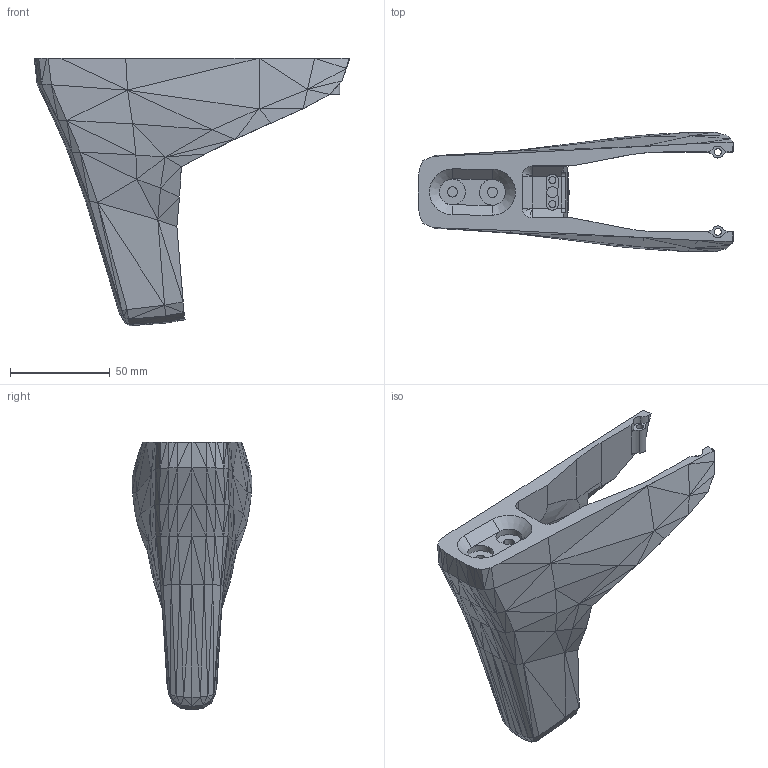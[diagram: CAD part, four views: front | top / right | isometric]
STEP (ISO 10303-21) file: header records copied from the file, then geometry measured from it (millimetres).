
FILE_DESCRIPTION(/* description */ (''),/* implementation_level */ '2;1');
FILE_NAME(/* name */ 'Stock_Butt v1.step',/* time_stamp */ '2022-12-19T15:19:56-05:00',/* author */ (''),/* organization */ (''),/* preprocessor_version */ 'ST-DEVELOPER v19.2',/* originating_system */ 'Autodesk Translation Framework v11.17.0.187',/* authorisation */ '');
FILE_SCHEMA (('AUTOMOTIVE_DESIGN { 1 0 10303 214 3 1 1 }'));
Length unit declared in the file: millimetre
Products named in the file (1): Stock_Butt
Bounding box: 157.96 x 59.91 x 134.05 mm (x, y, z)
Volume: 219507 mm3; surface area: 43671 mm2
Topology: 1 solids, 1 shells, 377 faces, 802 edges, 428 vertices
Faces by surface type: plane 329, cylinder 40, cone 4, bspline 4
Full cylindrical faces by diameter (mm): 3.5 x4, 5.1 x2, 5.5 x1, 13 x2
Entity records: 9985 total; most frequent: CARTESIAN_POINT 1998, DIRECTION 1636, ORIENTED_EDGE 1600, EDGE_CURVE 800, LINE 668, VECTOR 668, AXIS2_PLACEMENT_3D 484, VERTEX_POINT 428
